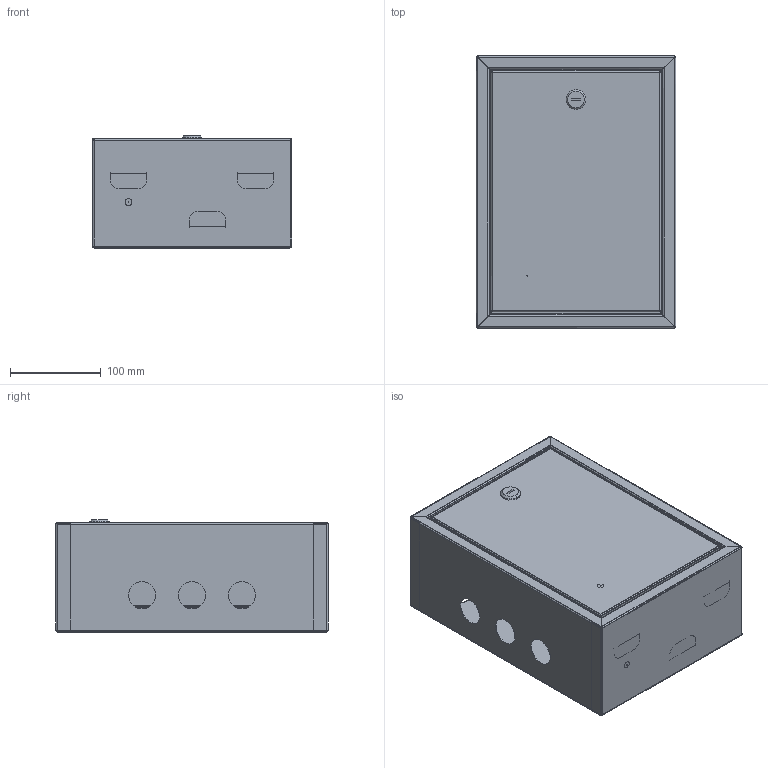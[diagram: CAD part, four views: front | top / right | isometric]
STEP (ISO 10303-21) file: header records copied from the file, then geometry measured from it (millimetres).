
FILE_DESCRIPTION (( 'STEP AP203' ), '1' );
FILE_NAME ('ÙÐÍ- 9-12 (220õ300õ120) IP31 EKF Basic.STEP', '2021-07-13T07:57:20', ( '' ), ( '' ), 'SwSTEP 2.0', 'SolidWorks 2021', '' );
FILE_SCHEMA (( 'CONFIG_CONTROL_DESIGN' ));
Length unit declared in the file: millimetre
Products named in the file (17): ÌÈ-1675.03.00.000 ÑÁ Ïàíåëü â ñáîðå; DIN-謥濋趌L=260; ÌÈ-1675.01.01.000 ÑÁ Ñòåíêà âåðõíÿÿ â ñáîðå; 昈-1675.03.00.001 眈翴錪; pan head cross recess screw_din_ISO 7045 - M4 x 16 - Z --- 16N; ÌÈ-1675.01.00.000 ÑÁ Êîðïóñ â ñáîðå; ﾌﾈ-1675.02.00.001 ﾄ粢; Êðîíøòåéí 40õ40; ÌÈ-1675.01.00.001 Ñòåíêà çàäíÿÿ; ÌÈ-1675.02.00.000 ÑÁ Äâåðü â ñáîðå; Øïèëüêà Ì6õ12; ÌÈ-1675.01.01.001 Ñòåíêà âåðõíÿÿ; Çàêëåïêà ãàå÷íàÿ Ì4_Œ8; Çàìîê ïî÷òîâûé; ÌÈ-1675.01.00.002 Ñòåíêà íèæíÿÿ; cross ph tapping 968_din_Screw DIN 968-ST4.2x13-C-H-N; ÙÐÍ- 9-12 (220õ300õ120) IP31 EKF Basic
Assembly tree (30 placements, depth 4):
  ÙÐÍ- 9-12 (220õ300õ120) IP31 EKF Basic
    ÌÈ-1675.01.00.000 ÑÁ Êîðïóñ â ñáîðå
      ÌÈ-1675.01.01.000 ÑÁ Ñòåíêà âåðõíÿÿ â ñáîðå
        ÌÈ-1675.01.01.001 Ñòåíêà âåðõíÿÿ
        Êðîíøòåéí 40õ40  x6
        Øïèëüêà Ì6õ12
      ÌÈ-1675.01.00.001 Ñòåíêà çàäíÿÿ
      ÌÈ-1675.01.00.002 Ñòåíêà íèæíÿÿ
    ÌÈ-1675.02.00.000 ÑÁ Äâåðü â ñáîðå
      ﾌﾈ-1675.02.00.001 ﾄ粢
      Çàêëåïêà ãàå÷íàÿ Ì4_Œ8  x2
      Øïèëüêà Ì6õ12
    pan head cross recess screw_din_ISO 7045 - M4 x 16 - Z --- 16N  x2
    DIN-謥濋趌L=260
    cross ph tapping 968_din_Screw DIN 968-ST4.2x13-C-H-N  x6
    ÌÈ-1675.03.00.000 ÑÁ Ïàíåëü â ñáîðå
      昈-1675.03.00.001 眈翴錪
      Øïèëüêà Ì6õ12
    Çàìîê ïî÷òîâûé
Bounding box: 220 x 300 x 123.6 mm (x, y, z)
Volume: 233391.9 mm3; surface area: 720087.9 mm2
Topology: 26 solids, 26 shells, 1132 faces, 2817 edges, 1766 vertices
Faces by surface type: plane 605, cylinder 284, bspline 151, cone 60, torus 16, sphere 16
Entity records: 26713 total; most frequent: CARTESIAN_POINT 8566, ORIENTED_EDGE 3386, DIRECTION 3101, EDGE_CURVE 1693, VECTOR 1087, LINE 1087, VERTEX_POINT 1052, AXIS2_PLACEMENT_3D 1007
